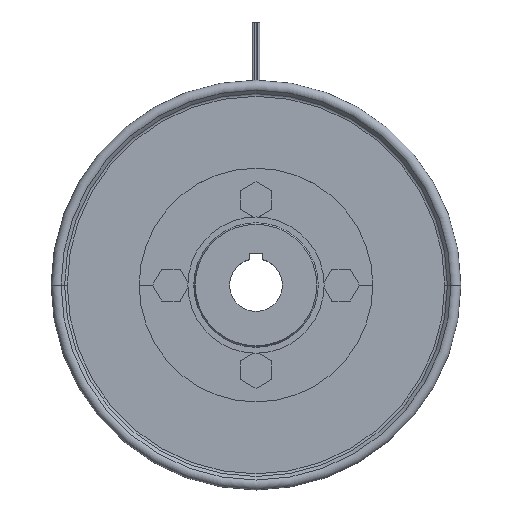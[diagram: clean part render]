
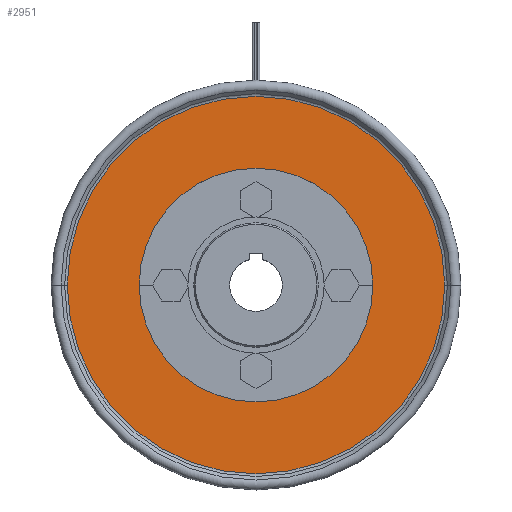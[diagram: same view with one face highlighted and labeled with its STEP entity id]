
A CAD part, top view. The second image highlights one B-rep face of the part: STEP entity #2951.
In plain terms, the highlighted planar face has unit normal (0, 0, 1).
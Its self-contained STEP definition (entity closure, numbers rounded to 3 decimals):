
#6 = FACE_OUTER_BOUND ( 'NONE', #1352, .T. ) ;
#60 = CARTESIAN_POINT ( 'NONE',  ( 0., 0., 65.449 ) ) ;
#115 = VERTEX_POINT ( 'NONE', #2982 ) ;
#407 = DIRECTION ( 'NONE',  ( 0., 0., -1. ) ) ;
#558 = CARTESIAN_POINT ( 'NONE',  ( 62.15, 0., 65.449 ) ) ;
#888 = CARTESIAN_POINT ( 'NONE',  ( -100.406, 0., 65.449 ) ) ;
#1008 = DIRECTION ( 'NONE',  ( 1., 0., 0. ) ) ;
#1143 = ORIENTED_EDGE ( 'NONE', *, *, #3941, .T. ) ;
#1187 = VERTEX_POINT ( 'NONE', #888 ) ;
#1293 = DIRECTION ( 'NONE',  ( 0., 0., -1. ) ) ;
#1352 = EDGE_LOOP ( 'NONE', ( #2939, #3445 ) ) ;
#1383 = CIRCLE ( 'NONE', #3849, 100.406 ) ;
#1438 = CIRCLE ( 'NONE', #4527, 62.15 ) ;
#1470 = FACE_BOUND ( 'NONE', #3292, .T. ) ;
#1688 = CARTESIAN_POINT ( 'NONE',  ( 0., 0., 65.449 ) ) ;
#1692 = CIRCLE ( 'NONE', #3187, 62.15 ) ;
#2439 = VERTEX_POINT ( 'NONE', #558 ) ;
#2564 = CIRCLE ( 'NONE', #2767, 100.406 ) ;
#2586 = DIRECTION ( 'NONE',  ( 0., 0., -1. ) ) ;
#2668 = CARTESIAN_POINT ( 'NONE',  ( 0., 0., 65.449 ) ) ;
#2767 = AXIS2_PLACEMENT_3D ( 'NONE', #3406, #2586, #3016 ) ;
#2818 = CARTESIAN_POINT ( 'NONE',  ( 0., 0., 65.449 ) ) ;
#2939 = ORIENTED_EDGE ( 'NONE', *, *, #4044, .F. ) ;
#2951 = ADVANCED_FACE ( 'NONE', ( #1470, #6 ), #4344, .T. ) ;
#2982 = CARTESIAN_POINT ( 'NONE',  ( 100.406, 0., 65.449 ) ) ;
#3016 = DIRECTION ( 'NONE',  ( -1., 0., 0. ) ) ;
#3123 = DIRECTION ( 'NONE',  ( -1., 0., 0. ) ) ;
#3187 = AXIS2_PLACEMENT_3D ( 'NONE', #2818, #1293, #3962 ) ;
#3292 = EDGE_LOOP ( 'NONE', ( #1143, #4953 ) ) ;
#3406 = CARTESIAN_POINT ( 'NONE',  ( 0., 0., 65.449 ) ) ;
#3445 = ORIENTED_EDGE ( 'NONE', *, *, #4208, .F. ) ;
#3512 = DIRECTION ( 'NONE',  ( -1., 0., 0. ) ) ;
#3849 = AXIS2_PLACEMENT_3D ( 'NONE', #60, #3863, #3123 ) ;
#3863 = DIRECTION ( 'NONE',  ( 0., 0., -1. ) ) ;
#3941 = EDGE_CURVE ( 'NONE', #4096, #2439, #1692, .T. ) ;
#3962 = DIRECTION ( 'NONE',  ( -1., 0., 0. ) ) ;
#4044 = EDGE_CURVE ( 'NONE', #1187, #115, #2564, .T. ) ;
#4050 = DIRECTION ( 'NONE',  ( 0., 0., 1. ) ) ;
#4096 = VERTEX_POINT ( 'NONE', #4541 ) ;
#4208 = EDGE_CURVE ( 'NONE', #115, #1187, #1383, .T. ) ;
#4214 = EDGE_CURVE ( 'NONE', #2439, #4096, #1438, .T. ) ;
#4344 = PLANE ( 'NONE',  #4663 ) ;
#4527 = AXIS2_PLACEMENT_3D ( 'NONE', #2668, #407, #3512 ) ;
#4541 = CARTESIAN_POINT ( 'NONE',  ( -62.15, 0., 65.449 ) ) ;
#4663 = AXIS2_PLACEMENT_3D ( 'NONE', #1688, #4050, #1008 ) ;
#4953 = ORIENTED_EDGE ( 'NONE', *, *, #4214, .T. ) ;
